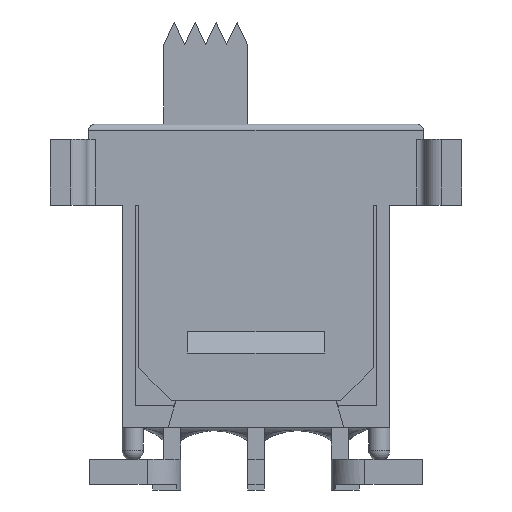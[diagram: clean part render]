
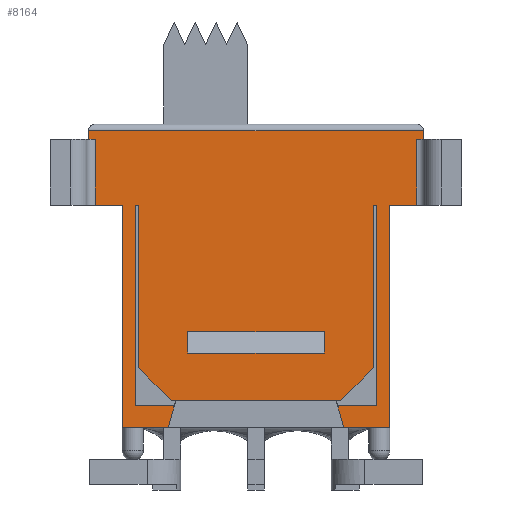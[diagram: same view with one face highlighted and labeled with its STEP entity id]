
A CAD part, front view. The second image highlights one B-rep face of the part: STEP entity #8164.
In plain terms, the highlighted planar face has unit normal (0, -1, 0).
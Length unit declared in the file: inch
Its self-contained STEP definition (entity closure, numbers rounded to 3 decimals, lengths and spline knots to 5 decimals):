
#563=CARTESIAN_POINT('',(-0.16004,-0.1,0.26535));
#564=VERTEX_POINT('',#563);
#573=CARTESIAN_POINT('',(-0.19213,-0.1,0.26535));
#574=VERTEX_POINT('',#573);
#575=CARTESIAN_POINT('',(-0.19213,-0.1,0.26535));
#576=DIRECTION('',(1.0,0.0,0.0));
#577=VECTOR('',#576,0.03209);
#578=LINE('',#575,#577);
#579=EDGE_CURVE('',#574,#564,#578,.T.);
#673=CARTESIAN_POINT('',(0.14429,-0.1,0.26535));
#674=VERTEX_POINT('',#673);
#681=CARTESIAN_POINT('',(0.14035,-0.1,0.26535));
#682=VERTEX_POINT('',#681);
#683=CARTESIAN_POINT('',(0.14035,-0.1,0.26535));
#684=DIRECTION('',(1.0,0.0,0.0));
#685=VECTOR('',#684,0.00394);
#686=LINE('',#683,#685);
#687=EDGE_CURVE('',#682,#674,#686,.T.);
#711=CARTESIAN_POINT('',(0.0813,-0.1,0.08884));
#712=VERTEX_POINT('',#711);
#721=CARTESIAN_POINT('',(0.0813,-0.1,0.11417));
#722=VERTEX_POINT('',#721);
#723=CARTESIAN_POINT('',(0.0813,-0.1,0.11417));
#724=DIRECTION('',(0.0,0.0,-1.0));
#725=VECTOR('',#724,0.02533);
#726=LINE('',#723,#725);
#727=EDGE_CURVE('',#722,#712,#726,.T.);
#1085=CARTESIAN_POINT('',(-0.19213,-0.1,0.34409));
#1086=VERTEX_POINT('',#1085);
#1094=CARTESIAN_POINT('',(-0.2,-0.1,0.34409));
#1095=VERTEX_POINT('',#1094);
#1096=CARTESIAN_POINT('',(-0.2,-0.1,0.34409));
#1097=DIRECTION('',(1.0,0.0,0.0));
#1098=VECTOR('',#1097,0.00787);
#1099=LINE('',#1096,#1098);
#1100=EDGE_CURVE('',#1095,#1086,#1099,.T.);
#1116=CARTESIAN_POINT('',(-0.14429,-0.1,0.26535));
#1117=VERTEX_POINT('',#1116);
#1134=CARTESIAN_POINT('',(-0.14035,-0.1,0.26535));
#1135=VERTEX_POINT('',#1134);
#1142=CARTESIAN_POINT('',(-0.14429,-0.1,0.26535));
#1143=DIRECTION('',(1.0,0.0,0.0));
#1144=VECTOR('',#1143,0.00394);
#1145=LINE('',#1142,#1144);
#1146=EDGE_CURVE('',#1117,#1135,#1145,.T.);
#1203=CARTESIAN_POINT('',(-0.19213,-0.1,0.26535));
#1204=DIRECTION('',(0.0,0.0,1.0));
#1205=VECTOR('',#1204,0.07874);
#1206=LINE('',#1203,#1205);
#1207=EDGE_CURVE('',#574,#1086,#1206,.T.);
#1384=CARTESIAN_POINT('',(0.16004,-0.1,0.26535));
#1385=VERTEX_POINT('',#1384);
#1440=CARTESIAN_POINT('',(0.19213,-0.1,0.26535));
#1441=VERTEX_POINT('',#1440);
#1449=CARTESIAN_POINT('',(0.16004,-0.1,0.26535));
#1450=DIRECTION('',(1.0,0.0,0.0));
#1451=VECTOR('',#1450,0.03209);
#1452=LINE('',#1449,#1451);
#1453=EDGE_CURVE('',#1385,#1441,#1452,.T.);
#1481=CARTESIAN_POINT('',(0.2,-0.1,0.34409));
#1482=VERTEX_POINT('',#1481);
#1489=CARTESIAN_POINT('',(0.19213,-0.1,0.34409));
#1490=VERTEX_POINT('',#1489);
#1491=CARTESIAN_POINT('',(0.19213,-0.1,0.34409));
#1492=DIRECTION('',(1.0,0.0,0.0));
#1493=VECTOR('',#1492,0.00787);
#1494=LINE('',#1491,#1493);
#1495=EDGE_CURVE('',#1490,#1482,#1494,.T.);
#1588=CARTESIAN_POINT('',(0.19213,-0.1,0.34409));
#1589=DIRECTION('',(0.0,0.0,-1.0));
#1590=VECTOR('',#1589,0.07874);
#1591=LINE('',#1588,#1590);
#1592=EDGE_CURVE('',#1490,#1441,#1591,.T.);
#1682=CARTESIAN_POINT('',(-0.0813,-0.1,0.11417));
#1683=VERTEX_POINT('',#1682);
#1684=CARTESIAN_POINT('',(-0.0813,-0.1,0.11417));
#1685=DIRECTION('',(1.0,0.0,0.0));
#1686=VECTOR('',#1685,0.1626);
#1687=LINE('',#1684,#1686);
#1688=EDGE_CURVE('',#1683,#722,#1687,.T.);
#1728=CARTESIAN_POINT('',(-0.0813,-0.1,0.08884));
#1729=VERTEX_POINT('',#1728);
#1743=CARTESIAN_POINT('',(-0.0813,-0.1,0.08884));
#1744=DIRECTION('',(0.0,0.0,1.0));
#1745=VECTOR('',#1744,0.02533);
#1746=LINE('',#1743,#1745);
#1747=EDGE_CURVE('',#1729,#1683,#1746,.T.);
#1942=CARTESIAN_POINT('',(0.2,-0.1,0.35433));
#1943=VERTEX_POINT('',#1942);
#1950=CARTESIAN_POINT('',(0.2,-0.1,0.35433));
#1951=DIRECTION('',(0.0,0.0,-1.0));
#1952=VECTOR('',#1951,0.01024);
#1953=LINE('',#1950,#1952);
#1954=EDGE_CURVE('',#1943,#1482,#1953,.T.);
#2078=CARTESIAN_POINT('',(-0.2,-0.1,0.35433));
#2079=VERTEX_POINT('',#2078);
#2080=CARTESIAN_POINT('',(-0.2,-0.1,0.35433));
#2081=DIRECTION('',(0.0,0.0,-1.0));
#2082=VECTOR('',#2081,0.01024);
#2083=LINE('',#2080,#2082);
#2084=EDGE_CURVE('',#2079,#1095,#2083,.T.);
#2258=CARTESIAN_POINT('',(-0.2,-0.1,0.35433));
#2259=DIRECTION('',(1.0,0.0,0.0));
#2260=VECTOR('',#2259,0.4);
#2261=LINE('',#2258,#2260);
#2262=EDGE_CURVE('',#2079,#1943,#2261,.T.);
#2470=CARTESIAN_POINT('',(-0.10098,-0.1,0.03189));
#2471=VERTEX_POINT('',#2470);
#2472=CARTESIAN_POINT('',(-0.14035,-0.1,0.07126));
#2473=VERTEX_POINT('',#2472);
#2474=CARTESIAN_POINT('',(-0.10098,-0.1,0.03189));
#2475=DIRECTION('',(-0.707,0.0,0.707));
#2476=VECTOR('',#2475,0.05568);
#2477=LINE('',#2474,#2476);
#2478=EDGE_CURVE('',#2471,#2473,#2477,.T.);
#2519=CARTESIAN_POINT('',(0.10098,-0.1,0.03189));
#2520=VERTEX_POINT('',#2519);
#2527=CARTESIAN_POINT('',(-0.10098,-0.1,0.03189));
#2528=DIRECTION('',(1.0,0.0,0.0));
#2529=VECTOR('',#2528,0.20197);
#2530=LINE('',#2527,#2529);
#2531=EDGE_CURVE('',#2471,#2520,#2530,.T.);
#2725=CARTESIAN_POINT('',(0.14035,-0.1,0.07126));
#2726=VERTEX_POINT('',#2725);
#2733=CARTESIAN_POINT('',(0.14035,-0.1,0.07126));
#2734=DIRECTION('',(-0.707,0.0,-0.707));
#2735=VECTOR('',#2734,0.05568);
#2736=LINE('',#2733,#2735);
#2737=EDGE_CURVE('',#2726,#2520,#2736,.T.);
#2802=CARTESIAN_POINT('',(-0.14035,-0.1,0.26535));
#2803=DIRECTION('',(0.0,0.0,-1.0));
#2804=VECTOR('',#2803,0.19409);
#2805=LINE('',#2802,#2804);
#2806=EDGE_CURVE('',#1135,#2473,#2805,.T.);
#2821=CARTESIAN_POINT('',(0.14035,-0.1,0.26535));
#2822=DIRECTION('',(0.0,0.0,-1.0));
#2823=VECTOR('',#2822,0.19409);
#2824=LINE('',#2821,#2823);
#2825=EDGE_CURVE('',#682,#2726,#2824,.T.);
#7360=CARTESIAN_POINT('',(-0.14724,-0.1,0.0));
#7361=VERTEX_POINT('',#7360);
#7406=CARTESIAN_POINT('',(0.14724,-0.1,0.0));
#7407=VERTEX_POINT('',#7406);
#7502=CARTESIAN_POINT('',(-0.16004,-0.1,0.0));
#7503=VERTEX_POINT('',#7502);
#7504=CARTESIAN_POINT('',(-0.14724,-0.1,0.0));
#7505=DIRECTION('',(-1.0,0.0,0.0));
#7506=VECTOR('',#7505,0.0128);
#7507=LINE('',#7504,#7506);
#7508=EDGE_CURVE('',#7361,#7503,#7507,.T.);
#7548=CARTESIAN_POINT('',(0.16004,-0.1,0.0));
#7549=VERTEX_POINT('',#7548);
#7556=CARTESIAN_POINT('',(0.16004,-0.1,0.0));
#7557=DIRECTION('',(-1.0,0.0,0.0));
#7558=VECTOR('',#7557,0.0128);
#7559=LINE('',#7556,#7558);
#7560=EDGE_CURVE('',#7549,#7407,#7559,.T.);
#7571=CARTESIAN_POINT('',(0.10492,-0.1,0.));
#7572=VERTEX_POINT('',#7571);
#7573=CARTESIAN_POINT('',(0.14724,-0.1,0.0));
#7574=DIRECTION('',(-1.0,0.0,0.0));
#7575=VECTOR('',#7574,0.04232);
#7576=LINE('',#7573,#7575);
#7577=EDGE_CURVE('',#7407,#7572,#7576,.T.);
#7595=CARTESIAN_POINT('',(-0.10492,-0.1,0.0));
#7596=VERTEX_POINT('',#7595);
#7603=CARTESIAN_POINT('',(-0.10492,-0.1,0.0));
#7604=DIRECTION('',(-1.0,0.0,0.0));
#7605=VECTOR('',#7604,0.04232);
#7606=LINE('',#7603,#7605);
#7607=EDGE_CURVE('',#7596,#7361,#7606,.T.);
#7682=CARTESIAN_POINT('',(-0.0813,-0.1,0.08884));
#7683=DIRECTION('',(1.0,0.0,0.0));
#7684=VECTOR('',#7683,0.1626);
#7685=LINE('',#7682,#7684);
#7686=EDGE_CURVE('',#1729,#712,#7685,.T.);
#8022=CARTESIAN_POINT('',(0.09761,-0.1,0.02559));
#8023=VERTEX_POINT('',#8022);
#8024=CARTESIAN_POINT('',(0.09761,-0.1,0.02559));
#8025=DIRECTION('',(0.275,0.0,-0.962));
#8026=VECTOR('',#8025,0.02661);
#8027=LINE('',#8024,#8026);
#8028=EDGE_CURVE('',#8023,#7572,#8027,.T.);
#8052=CARTESIAN_POINT('',(-0.09761,-0.1,0.02559));
#8053=VERTEX_POINT('',#8052);
#8060=CARTESIAN_POINT('',(-0.10492,-0.1,0.0));
#8061=DIRECTION('',(0.275,0.0,0.962));
#8062=VECTOR('',#8061,0.02661);
#8063=LINE('',#8060,#8062);
#8064=EDGE_CURVE('',#7596,#8053,#8063,.T.);
#8089=CARTESIAN_POINT('',(-0.22,-0.1,0.37205));
#8090=DIRECTION('',(0.0,-1.0,0.0));
#8091=DIRECTION('',(0.0,0.0,-1.0));
#8092=AXIS2_PLACEMENT_3D('',#8089,#8090,#8091);
#8093=PLANE('',#8092);
#8094=ORIENTED_EDGE('',*,*,#8064,.T.);
#8095=CARTESIAN_POINT('',(-0.14429,-0.1,0.02559));
#8096=VERTEX_POINT('',#8095);
#8097=CARTESIAN_POINT('',(-0.09761,-0.1,0.02559));
#8098=DIRECTION('',(-1.0,0.0,0.0));
#8099=VECTOR('',#8098,0.04668);
#8100=LINE('',#8097,#8099);
#8101=EDGE_CURVE('',#8053,#8096,#8100,.T.);
#8102=ORIENTED_EDGE('',*,*,#8101,.T.);
#8103=CARTESIAN_POINT('',(-0.14429,-0.1,0.02559));
#8104=DIRECTION('',(0.0,0.0,1.0));
#8105=VECTOR('',#8104,0.23976);
#8106=LINE('',#8103,#8105);
#8107=EDGE_CURVE('',#8096,#1117,#8106,.T.);
#8108=ORIENTED_EDGE('',*,*,#8107,.T.);
#8109=ORIENTED_EDGE('',*,*,#1146,.T.);
#8110=ORIENTED_EDGE('',*,*,#2806,.T.);
#8111=ORIENTED_EDGE('',*,*,#2478,.F.);
#8112=ORIENTED_EDGE('',*,*,#2531,.T.);
#8113=ORIENTED_EDGE('',*,*,#2737,.F.);
#8114=ORIENTED_EDGE('',*,*,#2825,.F.);
#8115=ORIENTED_EDGE('',*,*,#687,.T.);
#8116=CARTESIAN_POINT('',(0.14429,-0.1,0.02559));
#8117=VERTEX_POINT('',#8116);
#8118=CARTESIAN_POINT('',(0.14429,-0.1,0.26535));
#8119=DIRECTION('',(0.0,0.0,-1.0));
#8120=VECTOR('',#8119,0.23976);
#8121=LINE('',#8118,#8120);
#8122=EDGE_CURVE('',#674,#8117,#8121,.T.);
#8123=ORIENTED_EDGE('',*,*,#8122,.T.);
#8124=CARTESIAN_POINT('',(0.14429,-0.1,0.02559));
#8125=DIRECTION('',(-1.0,0.0,0.0));
#8126=VECTOR('',#8125,0.04668);
#8127=LINE('',#8124,#8126);
#8128=EDGE_CURVE('',#8117,#8023,#8127,.T.);
#8129=ORIENTED_EDGE('',*,*,#8128,.T.);
#8130=ORIENTED_EDGE('',*,*,#8028,.T.);
#8131=ORIENTED_EDGE('',*,*,#7577,.F.);
#8132=ORIENTED_EDGE('',*,*,#7560,.F.);
#8133=CARTESIAN_POINT('',(0.16004,-0.1,0.0));
#8134=DIRECTION('',(0.0,0.0,1.0));
#8135=VECTOR('',#8134,0.26535);
#8136=LINE('',#8133,#8135);
#8137=EDGE_CURVE('',#7549,#1385,#8136,.T.);
#8138=ORIENTED_EDGE('',*,*,#8137,.T.);
#8139=ORIENTED_EDGE('',*,*,#1453,.T.);
#8140=ORIENTED_EDGE('',*,*,#1592,.F.);
#8141=ORIENTED_EDGE('',*,*,#1495,.T.);
#8142=ORIENTED_EDGE('',*,*,#1954,.F.);
#8143=ORIENTED_EDGE('',*,*,#2262,.F.);
#8144=ORIENTED_EDGE('',*,*,#2084,.T.);
#8145=ORIENTED_EDGE('',*,*,#1100,.T.);
#8146=ORIENTED_EDGE('',*,*,#1207,.F.);
#8147=ORIENTED_EDGE('',*,*,#579,.T.);
#8148=CARTESIAN_POINT('',(-0.16004,-0.1,0.0));
#8149=DIRECTION('',(0.0,0.0,1.0));
#8150=VECTOR('',#8149,0.26535);
#8151=LINE('',#8148,#8150);
#8152=EDGE_CURVE('',#7503,#564,#8151,.T.);
#8153=ORIENTED_EDGE('',*,*,#8152,.F.);
#8154=ORIENTED_EDGE('',*,*,#7508,.F.);
#8155=ORIENTED_EDGE('',*,*,#7607,.F.);
#8156=EDGE_LOOP('',(#8094,#8102,#8108,#8109,#8110,#8111,#8112,#8113,#8114,#8115,#8123,#8129,#8130,#8131,#8132,#8138,#8139,#8140,#8141,#8142,#8143,#8144,#8145,#8146,#8147,#8153,#8154,#8155));
#8157=FACE_OUTER_BOUND('',#8156,.T.);
#8158=ORIENTED_EDGE('',*,*,#7686,.F.);
#8159=ORIENTED_EDGE('',*,*,#1747,.T.);
#8160=ORIENTED_EDGE('',*,*,#1688,.T.);
#8161=ORIENTED_EDGE('',*,*,#727,.T.);
#8162=EDGE_LOOP('',(#8158,#8159,#8160,#8161));
#8163=FACE_BOUND('',#8162,.T.);
#8164=ADVANCED_FACE('',(#8157,#8163),#8093,.T.);
